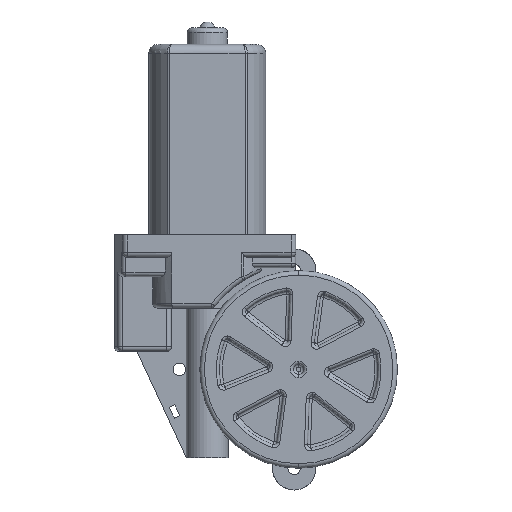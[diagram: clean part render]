
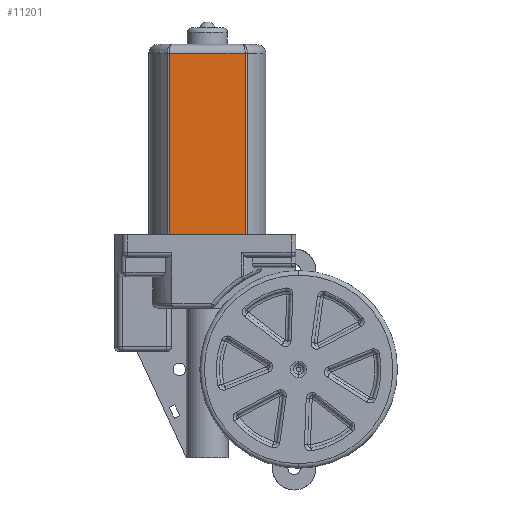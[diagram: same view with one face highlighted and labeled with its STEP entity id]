
A CAD part, front view. The second image highlights one B-rep face of the part: STEP entity #11201.
In plain terms, the highlighted planar face has unit normal (0, -1, 0).
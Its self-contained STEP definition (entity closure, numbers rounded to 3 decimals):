
#1023 = VECTOR ( 'NONE', #12845, 1000. ) ;
#1173 = EDGE_CURVE ( 'NONE', #10639, #15184, #4526, .T. ) ;
#1267 = VERTEX_POINT ( 'NONE', #17220 ) ;
#2114 = VECTOR ( 'NONE', #11671, 1000. ) ;
#2254 = FACE_OUTER_BOUND ( 'NONE', #14097, .T. ) ;
#2547 = LINE ( 'NONE', #6289, #2114 ) ;
#4308 = PLANE ( 'NONE',  #10604 ) ;
#4526 = LINE ( 'NONE', #12297, #15006 ) ;
#4575 = CARTESIAN_POINT ( 'NONE',  ( -12.649, -14.5, 63.5 ) ) ;
#4794 = LINE ( 'NONE', #6258, #7360 ) ;
#5705 = CARTESIAN_POINT ( 'NONE',  ( 12.649, -14.5, 0. ) ) ;
#5741 = CARTESIAN_POINT ( 'NONE',  ( -13.038, -14.5, 63.5 ) ) ;
#5975 = EDGE_CURVE ( 'NONE', #15184, #10684, #2547, .T. ) ;
#6258 = CARTESIAN_POINT ( 'NONE',  ( -13.038, -14.5, 0. ) ) ;
#6289 = CARTESIAN_POINT ( 'NONE',  ( -13.038, -14.5, 60.5 ) ) ;
#6799 = ORIENTED_EDGE ( 'NONE', *, *, #5975, .T. ) ;
#7127 = DIRECTION ( 'NONE',  ( 0., 0., 1. ) ) ;
#7360 = VECTOR ( 'NONE', #14442, 1000. ) ;
#7547 = EDGE_CURVE ( 'NONE', #1267, #10639, #4794, .T. ) ;
#7993 = ORIENTED_EDGE ( 'NONE', *, *, #1173, .T. ) ;
#9328 = ORIENTED_EDGE ( 'NONE', *, *, #7547, .T. ) ;
#10604 = AXIS2_PLACEMENT_3D ( 'NONE', #5741, #15332, #7127 ) ;
#10639 = VERTEX_POINT ( 'NONE', #5705 ) ;
#10684 = VERTEX_POINT ( 'NONE', #13996 ) ;
#10766 = EDGE_CURVE ( 'NONE', #10684, #1267, #15583, .T. ) ;
#11201 = ADVANCED_FACE ( 'NONE', ( #2254 ), #4308, .F. ) ;
#11671 = DIRECTION ( 'NONE',  ( -1., 0., 0. ) ) ;
#12297 = CARTESIAN_POINT ( 'NONE',  ( 12.649, -14.5, 63.5 ) ) ;
#12595 = ORIENTED_EDGE ( 'NONE', *, *, #10766, .T. ) ;
#12845 = DIRECTION ( 'NONE',  ( 0., 0., -1. ) ) ;
#13750 = CARTESIAN_POINT ( 'NONE',  ( 12.649, -14.5, 60.5 ) ) ;
#13996 = CARTESIAN_POINT ( 'NONE',  ( -12.649, -14.5, 60.5 ) ) ;
#14097 = EDGE_LOOP ( 'NONE', ( #9328, #7993, #6799, #12595 ) ) ;
#14442 = DIRECTION ( 'NONE',  ( 1., 0., 0. ) ) ;
#14982 = DIRECTION ( 'NONE',  ( 0., 0., 1. ) ) ;
#15006 = VECTOR ( 'NONE', #14982, 1000. ) ;
#15184 = VERTEX_POINT ( 'NONE', #13750 ) ;
#15332 = DIRECTION ( 'NONE',  ( 0., 1., 0. ) ) ;
#15583 = LINE ( 'NONE', #4575, #1023 ) ;
#17220 = CARTESIAN_POINT ( 'NONE',  ( -12.649, -14.5, 0. ) ) ;
